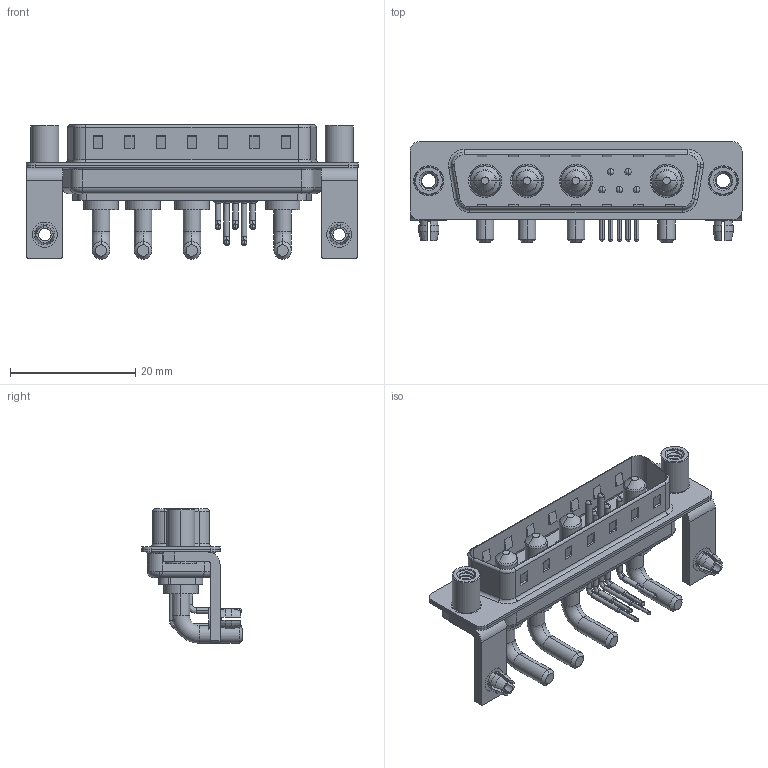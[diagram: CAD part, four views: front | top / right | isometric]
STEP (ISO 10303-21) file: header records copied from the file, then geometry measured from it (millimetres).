
FILE_DESCRIPTION (( 'STEP AP203' ), '1' );
FILE_NAME ('629-9W4-240-2T5.STEP', '2022-05-07T13:16:10', ( '' ), ( '' ), 'SwSTEP 2.0', 'SolidWorks 2020', '' );
FILE_SCHEMA (( 'CONFIG_CONTROL_DESIGN' ));
Length unit declared in the file: millimetre
Products named in the file (10): 629Combo Housing_9W4; 629Combo Contact Row 2; 629Combo Threaded Standoff_5; 629-9W4-240-2T5; 629Combo Shell Rear_25 Contacts; 629Combo Stabilizer Bracket; 629Combo Contact Row 1; 629Combo Shell Front_25 Contacts; Power Pin_20A RA; 629Combo Board Lock
Assembly tree (18 placements, depth 2):
  629-9W4-240-2T5
    629Combo Housing_9W4
    629Combo Shell Rear_25 Contacts
    629Combo Shell Front_25 Contacts
    629Combo Stabilizer Bracket  x2
    629Combo Board Lock  x2
    629Combo Threaded Standoff_5  x2
    Power Pin_20A RA  x4
    629Combo Contact Row 1  x2
    629Combo Contact Row 2  x3
Bounding box: 53.05 x 16.05 x 21.5 mm (x, y, z)
Volume: 3736.7 mm3; surface area: 8375.9 mm2
Topology: 22 solids, 22 shells, 1278 faces, 3363 edges, 2158 vertices
Faces by surface type: plane 601, cylinder 493, cone 78, torus 66, bspline 40
Entity records: 25895 total; most frequent: CARTESIAN_POINT 6108, DIRECTION 3962, ORIENTED_EDGE 3824, EDGE_CURVE 1912, AXIS2_PLACEMENT_3D 1401, VERTEX_POINT 1231, VECTOR 1160, LINE 1160
